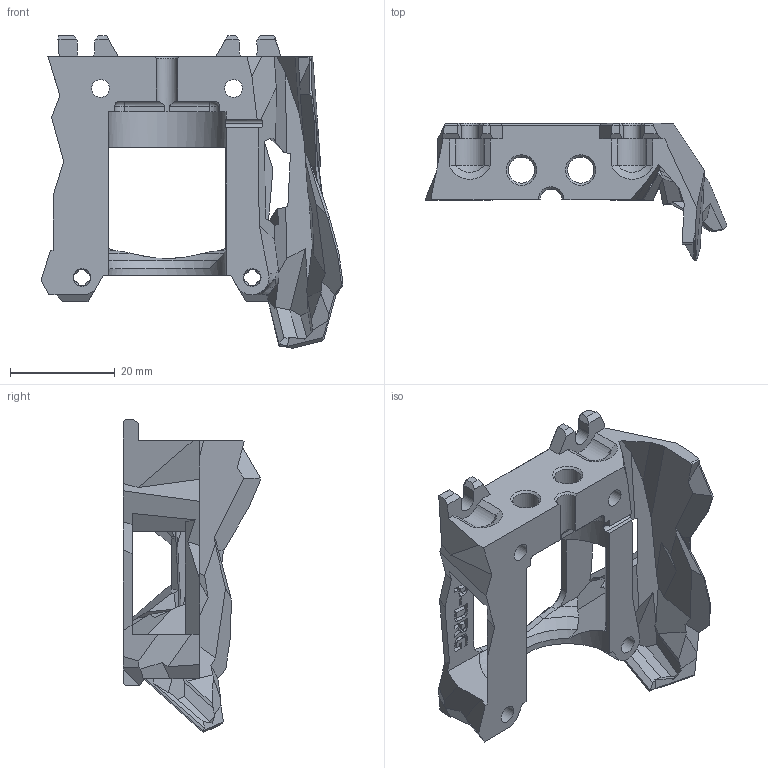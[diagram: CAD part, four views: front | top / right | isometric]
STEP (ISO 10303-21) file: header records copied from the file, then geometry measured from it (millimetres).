
FILE_DESCRIPTION(/* description */ ('Unknown'),/* implementation_level */ '2;1');
FILE_NAME(/* name */ 'stealthburner_printhead_dragon_rear_piezo',/* time_stamp */ '2022-11-02T08:40:10+01:00',/* author */ ('Unknown'),/* organization */ ('Unknown'),/* preprocessor_version */ 'ST-DEVELOPER v18.1',/* originating_system */ 'Solid Edge',/* authorisation */ 'Unknown');
FILE_SCHEMA (('AUTOMOTIVE_DESIGN {1 0 10303 214 3 1 1}'));
Length unit declared in the file: millimetre
Products named in the file (1): back
Bounding box: 57.65 x 26.26 x 59.7 mm (x, y, z)
Volume: 14053.2 mm3; surface area: 9980.1 mm2
Topology: 1 solids, 1 shells, 542 faces, 1573 edges, 1015 vertices
Faces by surface type: plane 415, cylinder 83, cone 20, bspline 19, torus 4, sphere 1
Full cylindrical faces by diameter (mm): 3.4 x6, 5 x2, 6 x2
Entity records: 18136 total; most frequent: CARTESIAN_POINT 4054, ORIENTED_EDGE 3094, DIRECTION 2659, EDGE_CURVE 1547, LINE 1223, VECTOR 1223, VERTEX_POINT 1007, AXIS2_PLACEMENT_3D 718
